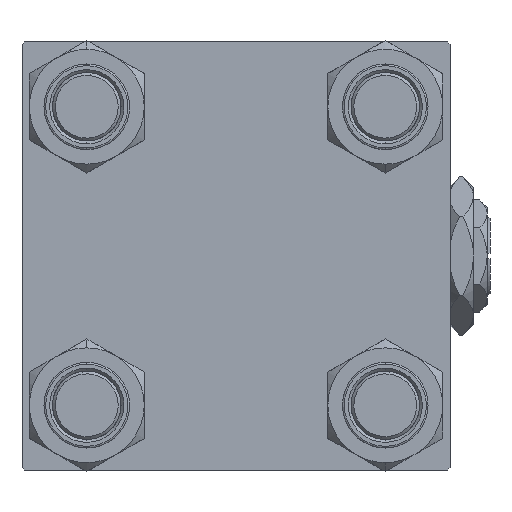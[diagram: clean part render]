
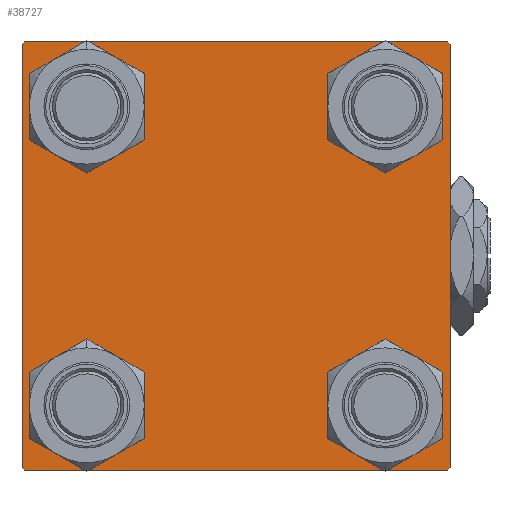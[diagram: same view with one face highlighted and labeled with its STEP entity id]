
A CAD part, left-side view. The second image highlights one B-rep face of the part: STEP entity #38727.
In plain terms, the highlighted planar face has unit normal (-1, 0, 0).
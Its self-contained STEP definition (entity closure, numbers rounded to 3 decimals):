
#708 = CARTESIAN_POINT ( 'NONE',  ( 0., 26.15, -26.15 ) ) ;
#729 = CARTESIAN_POINT ( 'NONE',  ( 0., 37.5, -37. ) ) ;
#2013 = VERTEX_POINT ( 'NONE', #17984 ) ;
#2390 = ORIENTED_EDGE ( 'NONE', *, *, #45629, .F. ) ;
#2568 = DIRECTION ( 'NONE',  ( 1., 0., 0. ) ) ;
#2936 = LINE ( 'NONE', #3208, #32964 ) ;
#3110 = VECTOR ( 'NONE', #27510, 1000. ) ;
#3208 = CARTESIAN_POINT ( 'NONE',  ( 0., -37.25, 37.25 ) ) ;
#3429 = VECTOR ( 'NONE', #45876, 1000. ) ;
#3552 = CARTESIAN_POINT ( 'NONE',  ( 0., 26.15, 26.15 ) ) ;
#3980 = ORIENTED_EDGE ( 'NONE', *, *, #13696, .T. ) ;
#4423 = VERTEX_POINT ( 'NONE', #18928 ) ;
#4720 = CIRCLE ( 'NONE', #13132, 6.5 ) ;
#4858 = CARTESIAN_POINT ( 'NONE',  ( 0., 37., -37.5 ) ) ;
#5857 = LINE ( 'NONE', #21997, #50885 ) ;
#6132 = CARTESIAN_POINT ( 'NONE',  ( 0., -37.5, 37.5 ) ) ;
#6425 = CARTESIAN_POINT ( 'NONE',  ( 0., -26.15, 26.15 ) ) ;
#6532 = EDGE_CURVE ( 'NONE', #38978, #19993, #34279, .T. ) ;
#6969 = CARTESIAN_POINT ( 'NONE',  ( 0., 37.25, 37.25 ) ) ;
#7821 = EDGE_CURVE ( 'NONE', #20810, #19787, #4720, .T. ) ;
#7841 = DIRECTION ( 'NONE',  ( 0., -1., 0. ) ) ;
#7962 = CARTESIAN_POINT ( 'NONE',  ( 0., 26.15, -26.15 ) ) ;
#8380 = DIRECTION ( 'NONE',  ( 1., 0., 0. ) ) ;
#8666 = CARTESIAN_POINT ( 'NONE',  ( 0., -37.5, 37. ) ) ;
#9001 = ORIENTED_EDGE ( 'NONE', *, *, #6532, .T. ) ;
#9073 = ORIENTED_EDGE ( 'NONE', *, *, #31153, .T. ) ;
#9492 = ORIENTED_EDGE ( 'NONE', *, *, #51791, .T. ) ;
#9772 = AXIS2_PLACEMENT_3D ( 'NONE', #36708, #28750, #44908 ) ;
#10321 = VERTEX_POINT ( 'NONE', #18764 ) ;
#11199 = DIRECTION ( 'NONE',  ( 0., 0.707, -0.707 ) ) ;
#11872 = CARTESIAN_POINT ( 'NONE',  ( 0., 26.15, 26.15 ) ) ;
#12028 = VERTEX_POINT ( 'NONE', #48520 ) ;
#12133 = CARTESIAN_POINT ( 'NONE',  ( 0., -26.15, -26.15 ) ) ;
#12209 = CARTESIAN_POINT ( 'NONE',  ( 0., 26.15, -32.65 ) ) ;
#13132 = AXIS2_PLACEMENT_3D ( 'NONE', #3552, #35837, #32898 ) ;
#13201 = ORIENTED_EDGE ( 'NONE', *, *, #51638, .T. ) ;
#13417 = CARTESIAN_POINT ( 'NONE',  ( 0., -26.15, -32.65 ) ) ;
#13696 = EDGE_CURVE ( 'NONE', #19063, #33222, #32012, .T. ) ;
#14069 = LINE ( 'NONE', #6132, #48389 ) ;
#14197 = FACE_BOUND ( 'NONE', #26116, .T. ) ;
#14704 = FACE_BOUND ( 'NONE', #18567, .T. ) ;
#15993 = CARTESIAN_POINT ( 'NONE',  ( 0., -26.15, 19.65 ) ) ;
#16519 = CIRCLE ( 'NONE', #9772, 6.5 ) ;
#16694 = CARTESIAN_POINT ( 'NONE',  ( 0., -37.5, -37. ) ) ;
#17984 = CARTESIAN_POINT ( 'NONE',  ( 0., -37., -37.5 ) ) ;
#18355 = CARTESIAN_POINT ( 'NONE',  ( 0., -26.15, -19.65 ) ) ;
#18356 = EDGE_CURVE ( 'NONE', #4423, #12028, #46431, .T. ) ;
#18567 = EDGE_LOOP ( 'NONE', ( #9001, #13201 ) ) ;
#18764 = CARTESIAN_POINT ( 'NONE',  ( 0., 26.15, -19.65 ) ) ;
#18928 = CARTESIAN_POINT ( 'NONE',  ( 0., 37., 37.5 ) ) ;
#19030 = CARTESIAN_POINT ( 'NONE',  ( 0., 37.25, -37.25 ) ) ;
#19063 = VERTEX_POINT ( 'NONE', #729 ) ;
#19405 = ORIENTED_EDGE ( 'NONE', *, *, #23129, .T. ) ;
#19497 = CARTESIAN_POINT ( 'NONE',  ( 0., 37.5, 37.5 ) ) ;
#19787 = VERTEX_POINT ( 'NONE', #47614 ) ;
#19895 = EDGE_CURVE ( 'NONE', #19787, #20810, #36271, .T. ) ;
#19993 = VERTEX_POINT ( 'NONE', #13417 ) ;
#20047 = AXIS2_PLACEMENT_3D ( 'NONE', #7962, #23845, #24619 ) ;
#20079 = DIRECTION ( 'NONE',  ( 0., 0., 1. ) ) ;
#20810 = VERTEX_POINT ( 'NONE', #47663 ) ;
#21293 = AXIS2_PLACEMENT_3D ( 'NONE', #12133, #29319, #20079 ) ;
#21817 = VERTEX_POINT ( 'NONE', #8666 ) ;
#21997 = CARTESIAN_POINT ( 'NONE',  ( 0., -37.25, -37.25 ) ) ;
#23106 = EDGE_CURVE ( 'NONE', #10321, #49626, #32591, .T. ) ;
#23129 = EDGE_CURVE ( 'NONE', #43563, #36681, #16519, .T. ) ;
#23675 = CARTESIAN_POINT ( 'NONE',  ( 0., -37., 37.5 ) ) ;
#23845 = DIRECTION ( 'NONE',  ( 1., 0., 0. ) ) ;
#24042 = DIRECTION ( 'NONE',  ( 0., 0., 1. ) ) ;
#24619 = DIRECTION ( 'NONE',  ( 0., 0., 1. ) ) ;
#24984 = AXIS2_PLACEMENT_3D ( 'NONE', #708, #8380, #36197 ) ;
#25229 = LINE ( 'NONE', #29731, #3429 ) ;
#25666 = ORIENTED_EDGE ( 'NONE', *, *, #29956, .T. ) ;
#26116 = EDGE_LOOP ( 'NONE', ( #38443, #36279 ) ) ;
#26624 = AXIS2_PLACEMENT_3D ( 'NONE', #39612, #2568, #39079 ) ;
#27510 = DIRECTION ( 'NONE',  ( 0., -0.707, -0.707 ) ) ;
#28010 = ORIENTED_EDGE ( 'NONE', *, *, #18356, .T. ) ;
#28645 = AXIS2_PLACEMENT_3D ( 'NONE', #11872, #44177, #24042 ) ;
#28750 = DIRECTION ( 'NONE',  ( 1., 0., 0. ) ) ;
#29319 = DIRECTION ( 'NONE',  ( 1., 0., 0. ) ) ;
#29731 = CARTESIAN_POINT ( 'NONE',  ( 0., 37.5, 37.5 ) ) ;
#29956 = EDGE_CURVE ( 'NONE', #49626, #10321, #42879, .T. ) ;
#30403 = AXIS2_PLACEMENT_3D ( 'NONE', #49947, #42256, #50731 ) ;
#31153 = EDGE_CURVE ( 'NONE', #33222, #2013, #36419, .T. ) ;
#31165 = VECTOR ( 'NONE', #11199, 1000. ) ;
#31294 = DIRECTION ( 'NONE',  ( 1., 0., 0. ) ) ;
#31478 = CIRCLE ( 'NONE', #21293, 6.5 ) ;
#31549 = ORIENTED_EDGE ( 'NONE', *, *, #44759, .T. ) ;
#32012 = LINE ( 'NONE', #19030, #3110 ) ;
#32302 = VECTOR ( 'NONE', #35387, 1000. ) ;
#32591 = CIRCLE ( 'NONE', #24984, 6.5 ) ;
#32898 = DIRECTION ( 'NONE',  ( 0., 0., 1. ) ) ;
#32964 = VECTOR ( 'NONE', #39204, 1000. ) ;
#33222 = VERTEX_POINT ( 'NONE', #4858 ) ;
#33388 = ORIENTED_EDGE ( 'NONE', *, *, #42494, .T. ) ;
#33433 = VERTEX_POINT ( 'NONE', #16694 ) ;
#33786 = FACE_OUTER_BOUND ( 'NONE', #41306, .T. ) ;
#34193 = DIRECTION ( 'NONE',  ( 0., 0., -1. ) ) ;
#34279 = CIRCLE ( 'NONE', #26624, 6.5 ) ;
#34580 = FACE_BOUND ( 'NONE', #38858, .T. ) ;
#34999 = DIRECTION ( 'NONE',  ( 0., 0., 1. ) ) ;
#35372 = EDGE_CURVE ( 'NONE', #21817, #39753, #2936, .T. ) ;
#35387 = DIRECTION ( 'NONE',  ( 0., 0., -1. ) ) ;
#35837 = DIRECTION ( 'NONE',  ( 1., 0., 0. ) ) ;
#36197 = DIRECTION ( 'NONE',  ( 0., 0., 1. ) ) ;
#36271 = CIRCLE ( 'NONE', #28645, 6.5 ) ;
#36279 = ORIENTED_EDGE ( 'NONE', *, *, #7821, .T. ) ;
#36419 = LINE ( 'NONE', #44116, #42089 ) ;
#36681 = VERTEX_POINT ( 'NONE', #15993 ) ;
#36708 = CARTESIAN_POINT ( 'NONE',  ( 0., -26.15, 26.15 ) ) ;
#36763 = ORIENTED_EDGE ( 'NONE', *, *, #41001, .F. ) ;
#38156 = DIRECTION ( 'NONE',  ( 0., -0.707, 0.707 ) ) ;
#38443 = ORIENTED_EDGE ( 'NONE', *, *, #19895, .T. ) ;
#38727 = ADVANCED_FACE ( 'NONE', ( #34580, #14704, #41736, #14197, #33786 ), #38812, .T. ) ;
#38812 = PLANE ( 'NONE',  #30403 ) ;
#38858 = EDGE_LOOP ( 'NONE', ( #19405, #33388 ) ) ;
#38978 = VERTEX_POINT ( 'NONE', #18355 ) ;
#39079 = DIRECTION ( 'NONE',  ( 0., 0., 1. ) ) ;
#39204 = DIRECTION ( 'NONE',  ( 0., 0.707, 0.707 ) ) ;
#39612 = CARTESIAN_POINT ( 'NONE',  ( 0., -26.15, -26.15 ) ) ;
#39753 = VERTEX_POINT ( 'NONE', #23675 ) ;
#40652 = ORIENTED_EDGE ( 'NONE', *, *, #35372, .T. ) ;
#41001 = EDGE_CURVE ( 'NONE', #4423, #39753, #25229, .T. ) ;
#41306 = EDGE_LOOP ( 'NONE', ( #9492, #3980, #9073, #31549, #2390, #40652, #36763, #28010 ) ) ;
#41507 = AXIS2_PLACEMENT_3D ( 'NONE', #6425, #31294, #34999 ) ;
#41736 = FACE_BOUND ( 'NONE', #51888, .T. ) ;
#42089 = VECTOR ( 'NONE', #7841, 1000. ) ;
#42243 = ORIENTED_EDGE ( 'NONE', *, *, #23106, .T. ) ;
#42256 = DIRECTION ( 'NONE',  ( -1., 0., 0. ) ) ;
#42494 = EDGE_CURVE ( 'NONE', #36681, #43563, #43203, .T. ) ;
#42879 = CIRCLE ( 'NONE', #20047, 6.5 ) ;
#43203 = CIRCLE ( 'NONE', #41507, 6.5 ) ;
#43563 = VERTEX_POINT ( 'NONE', #46022 ) ;
#43597 = LINE ( 'NONE', #19497, #32302 ) ;
#44116 = CARTESIAN_POINT ( 'NONE',  ( 0., 37.5, -37.5 ) ) ;
#44177 = DIRECTION ( 'NONE',  ( 1., 0., 0. ) ) ;
#44759 = EDGE_CURVE ( 'NONE', #2013, #33433, #5857, .T. ) ;
#44908 = DIRECTION ( 'NONE',  ( 0., 0., 1. ) ) ;
#45629 = EDGE_CURVE ( 'NONE', #21817, #33433, #14069, .T. ) ;
#45876 = DIRECTION ( 'NONE',  ( 0., -1., 0. ) ) ;
#46022 = CARTESIAN_POINT ( 'NONE',  ( 0., -26.15, 32.65 ) ) ;
#46431 = LINE ( 'NONE', #6969, #31165 ) ;
#47614 = CARTESIAN_POINT ( 'NONE',  ( 0., 26.15, 32.65 ) ) ;
#47663 = CARTESIAN_POINT ( 'NONE',  ( 0., 26.15, 19.65 ) ) ;
#48389 = VECTOR ( 'NONE', #34193, 1000. ) ;
#48520 = CARTESIAN_POINT ( 'NONE',  ( 0., 37.5, 37. ) ) ;
#49626 = VERTEX_POINT ( 'NONE', #12209 ) ;
#49947 = CARTESIAN_POINT ( 'NONE',  ( 0., 0., 0. ) ) ;
#50731 = DIRECTION ( 'NONE',  ( 0., 0., 1. ) ) ;
#50885 = VECTOR ( 'NONE', #38156, 1000. ) ;
#51638 = EDGE_CURVE ( 'NONE', #19993, #38978, #31478, .T. ) ;
#51791 = EDGE_CURVE ( 'NONE', #12028, #19063, #43597, .T. ) ;
#51888 = EDGE_LOOP ( 'NONE', ( #42243, #25666 ) ) ;
